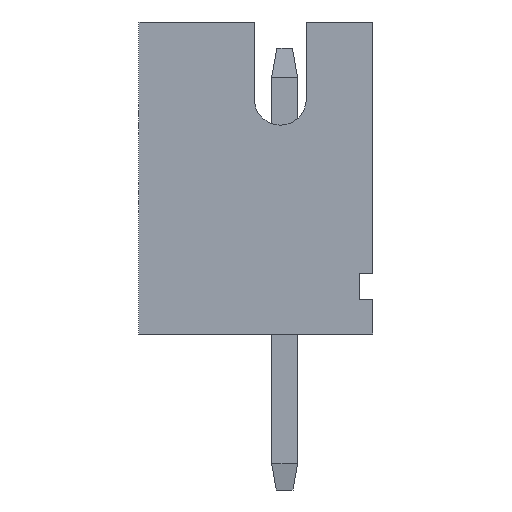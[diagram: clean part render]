
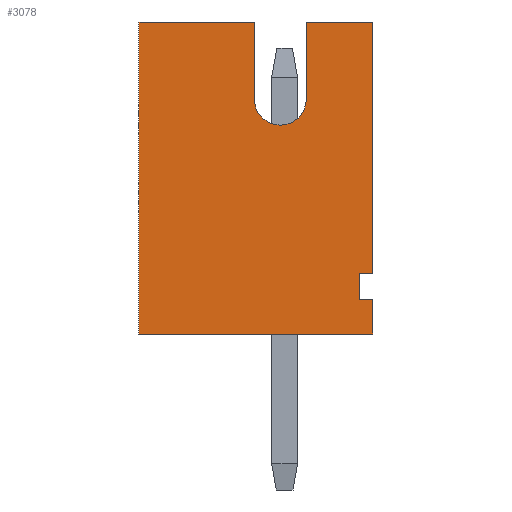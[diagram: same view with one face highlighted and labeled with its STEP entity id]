
A CAD part, left-side view. The second image highlights one B-rep face of the part: STEP entity #3078.
In plain terms, the highlighted planar face has unit normal (-1, 0, 0).
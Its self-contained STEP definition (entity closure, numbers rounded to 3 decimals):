
#16=CIRCLE('',#3271,0.498);
#44=FACE_OUTER_BOUND('',#226,.T.);
#226=EDGE_LOOP('',(#1958,#1959,#1960,#1961,#1962,#1963,#1964,#1965,#1966,
#1967,#1968,#1969));
#416=LINE('',#4230,#828);
#450=LINE('',#4298,#862);
#452=LINE('',#4303,#864);
#460=LINE('',#4319,#872);
#461=LINE('',#4322,#873);
#462=LINE('',#4324,#874);
#463=LINE('',#4326,#875);
#464=LINE('',#4328,#876);
#465=LINE('',#4330,#877);
#466=LINE('',#4332,#878);
#467=LINE('',#4333,#879);
#828=VECTOR('',#3452,1000.);
#862=VECTOR('',#3490,1000.);
#864=VECTOR('',#3494,1000.);
#872=VECTOR('',#3504,1000.);
#873=VECTOR('',#3507,1000.);
#874=VECTOR('',#3508,1000.);
#875=VECTOR('',#3509,1000.);
#876=VECTOR('',#3510,1000.);
#877=VECTOR('',#3511,1000.);
#878=VECTOR('',#3512,1000.);
#879=VECTOR('',#3513,1000.);
#1240=VERTEX_POINT('',#4228);
#1241=VERTEX_POINT('',#4229);
#1273=VERTEX_POINT('',#4296);
#1274=VERTEX_POINT('',#4301);
#1275=VERTEX_POINT('',#4302);
#1282=VERTEX_POINT('',#4318);
#1283=VERTEX_POINT('',#4320);
#1284=VERTEX_POINT('',#4323);
#1285=VERTEX_POINT('',#4325);
#1286=VERTEX_POINT('',#4327);
#1287=VERTEX_POINT('',#4329);
#1288=VERTEX_POINT('',#4331);
#1496=EDGE_CURVE('',#1240,#1241,#416,.T.);
#1530=EDGE_CURVE('',#1273,#1240,#450,.T.);
#1532=EDGE_CURVE('',#1274,#1275,#452,.T.);
#1540=EDGE_CURVE('',#1273,#1282,#460,.T.);
#1541=EDGE_CURVE('',#1282,#1283,#16,.T.);
#1542=EDGE_CURVE('',#1283,#1275,#461,.T.);
#1543=EDGE_CURVE('',#1274,#1284,#462,.T.);
#1544=EDGE_CURVE('',#1284,#1285,#463,.T.);
#1545=EDGE_CURVE('',#1286,#1285,#464,.T.);
#1546=EDGE_CURVE('',#1286,#1287,#465,.T.);
#1547=EDGE_CURVE('',#1287,#1288,#466,.T.);
#1548=EDGE_CURVE('',#1288,#1241,#467,.T.);
#1958=ORIENTED_EDGE('',*,*,#1540,.T.);
#1959=ORIENTED_EDGE('',*,*,#1541,.T.);
#1960=ORIENTED_EDGE('',*,*,#1542,.T.);
#1961=ORIENTED_EDGE('',*,*,#1532,.F.);
#1962=ORIENTED_EDGE('',*,*,#1543,.T.);
#1963=ORIENTED_EDGE('',*,*,#1544,.T.);
#1964=ORIENTED_EDGE('',*,*,#1545,.F.);
#1965=ORIENTED_EDGE('',*,*,#1546,.T.);
#1966=ORIENTED_EDGE('',*,*,#1547,.T.);
#1967=ORIENTED_EDGE('',*,*,#1548,.T.);
#1968=ORIENTED_EDGE('',*,*,#1496,.F.);
#1969=ORIENTED_EDGE('',*,*,#1530,.F.);
#2748=PLANE('',#3270);
#3078=ADVANCED_FACE('',(#44),#2748,.F.);
#3270=AXIS2_PLACEMENT_3D('',#4317,#3502,#3503);
#3271=AXIS2_PLACEMENT_3D('',#4321,#3505,#3506);
#3452=DIRECTION('',(0.,0.,-1.));
#3490=DIRECTION('',(0.,-1.,0.));
#3494=DIRECTION('',(0.,-1.,0.));
#3502=DIRECTION('center_axis',(1.,0.,0.));
#3503=DIRECTION('ref_axis',(0.,1.,0.));
#3504=DIRECTION('',(0.,0.,-1.));
#3505=DIRECTION('center_axis',(1.,0.,0.));
#3506=DIRECTION('ref_axis',(0.,1.,0.));
#3507=DIRECTION('',(0.,0.,1.));
#3508=DIRECTION('',(0.,0.,-1.));
#3509=DIRECTION('',(0.,-1.,0.));
#3510=DIRECTION('',(0.,0.,-1.));
#3511=DIRECTION('',(0.,1.,0.));
#3512=DIRECTION('',(0.,0.,1.));
#3513=DIRECTION('',(0.,-1.,0.));
#4228=CARTESIAN_POINT('',(-8.95,-1.7,6.));
#4229=CARTESIAN_POINT('',(-8.95,-1.7,1.168));
#4230=CARTESIAN_POINT('',(-8.95,-1.7,6.));
#4296=CARTESIAN_POINT('',(-8.95,-0.415,6.));
#4298=CARTESIAN_POINT('',(-8.95,2.8,6.));
#4301=CARTESIAN_POINT('',(-8.95,2.8,6.));
#4302=CARTESIAN_POINT('',(-8.95,0.582,6.));
#4303=CARTESIAN_POINT('',(-8.95,2.8,6.));
#4317=CARTESIAN_POINT('Origin',(-8.95,2.8,6.));
#4318=CARTESIAN_POINT('',(-8.95,-0.415,4.515));
#4319=CARTESIAN_POINT('',(-8.95,-0.415,4.515));
#4320=CARTESIAN_POINT('',(-8.95,0.582,4.515));
#4321=CARTESIAN_POINT('Origin',(-8.95,0.083,4.515));
#4322=CARTESIAN_POINT('',(-8.95,0.582,4.515));
#4323=CARTESIAN_POINT('',(-8.95,2.8,0.));
#4324=CARTESIAN_POINT('',(-8.95,2.8,6.));
#4325=CARTESIAN_POINT('',(-8.95,-1.7,0.));
#4326=CARTESIAN_POINT('',(-8.95,2.8,0.));
#4327=CARTESIAN_POINT('',(-8.95,-1.7,0.661));
#4328=CARTESIAN_POINT('',(-8.95,-1.7,6.));
#4329=CARTESIAN_POINT('',(-8.95,-1.444,0.661));
#4330=CARTESIAN_POINT('',(-8.95,-2.161,0.661));
#4331=CARTESIAN_POINT('',(-8.95,-1.444,1.168));
#4332=CARTESIAN_POINT('',(-8.95,-1.444,1.168));
#4333=CARTESIAN_POINT('',(-8.95,-2.161,1.168));
